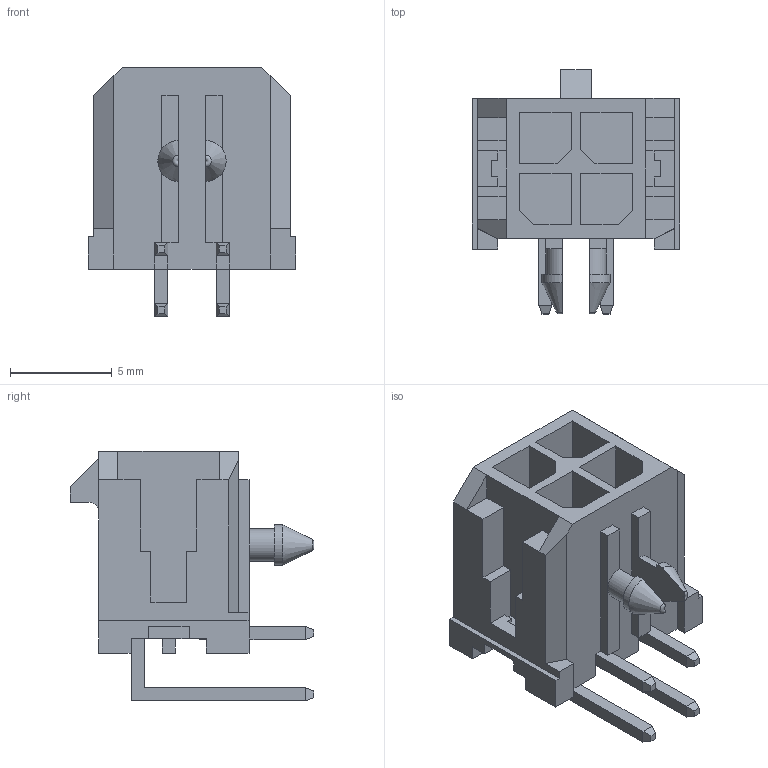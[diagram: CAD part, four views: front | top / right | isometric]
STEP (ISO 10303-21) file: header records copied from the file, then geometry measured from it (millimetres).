
FILE_DESCRIPTION(('STEP AP242'),'1');
FILE_NAME('43045-0401.stp','2021-07-31T17:48:33',('TraceParts'),('TraceParts S.A.'),'Spatial InterOp 3D',' ',' ');
FILE_SCHEMA(('AP242_MANAGED_MODEL_BASED_3D_ENGINEERING_MIM_LF {1 0 10303 442 1 1 4}'));
Length unit declared in the file: millimetre
Products named in the file (1): 43045-0401_1
Bounding box: 10.15 x 11.95 x 12.24 mm (x, y, z)
Volume: 424.8 mm3; surface area: 914.2 mm2
Topology: 1 solids, 1 shells, 214 faces, 590 edges, 402 vertices
Faces by surface type: plane 205, cylinder 5, cone 2, torus 2
Entity records: 6618 total; most frequent: CARTESIAN_POINT 1164, ORIENTED_EDGE 1134, DIRECTION 1050, EDGE_CURVE 567, LINE 558, VECTOR 558, VERTEX_POINT 360, AXIS2_PLACEMENT_3D 246
